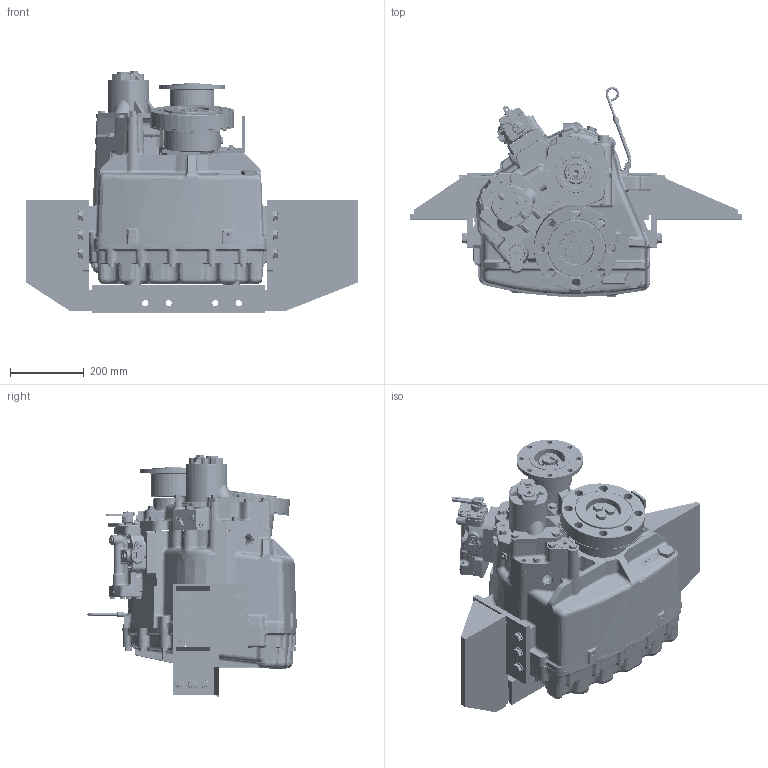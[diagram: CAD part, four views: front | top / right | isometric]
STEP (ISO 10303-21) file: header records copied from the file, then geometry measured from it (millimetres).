
FILE_DESCRIPTION (( 'STEP AP214' ), '1' );
FILE_NAME (' PX13366A.step', '2019-08-19T15:46:45', ( 'TDI' ), ( 'Twin Disc Inc' ), 'SwSTEP 2.0', 'SolidWorks 2015', '' );
FILE_SCHEMA (( 'AUTOMOTIVE_DESIGN' ));
Length unit declared in the file: millimetre
Products named in the file (1):  PX13366A
Bounding box: 901.7 x 570.24 x 656.74 mm (x, y, z)
Surface area: 2723011.1 mm2 (no closed solid volume)
Topology: 0 solids, 296 shells, 3643 faces, 13262 edges, 9449 vertices
Faces by surface type: plane 1256, bspline 864, cylinder 803, cone 320, torus 296, sphere 104
Full cylindrical faces by diameter (mm): 3.175 x5, 5.334 x1, 6 x1, 6.35 x6, 6.4 x1, 6.8 x2, 8 x4, 9.335 x6, 9.538 x2, 10 x5, 10.7 x3, 12 x2, 12.5 x1, 12.7 x1, 12.954 x1, 13 x6, 14 x1, 14.2 x8, 14.287 x1, 14.732 x1, 15 x1, 15.837 x1, 16 x5, 16.256 x1, 16.5 x4, 16.8 x3, 17 x6, 18.822 x2, 18.9 x6, 19 x1
Entity records: 238002 total; most frequent: CARTESIAN_POINT 97852, ORIENTED_EDGE 19421, DIRECTION 18591, EDGE_CURVE 12726, VERTEX_POINT 9339, AXIS2_PLACEMENT_3D 7057, EDGE_LOOP 4718, LINE 4477
